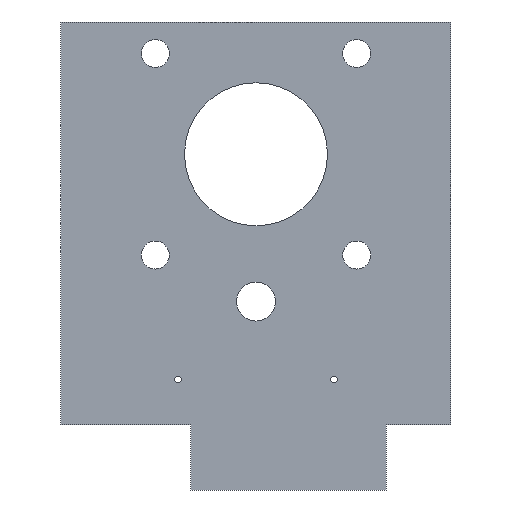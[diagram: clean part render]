
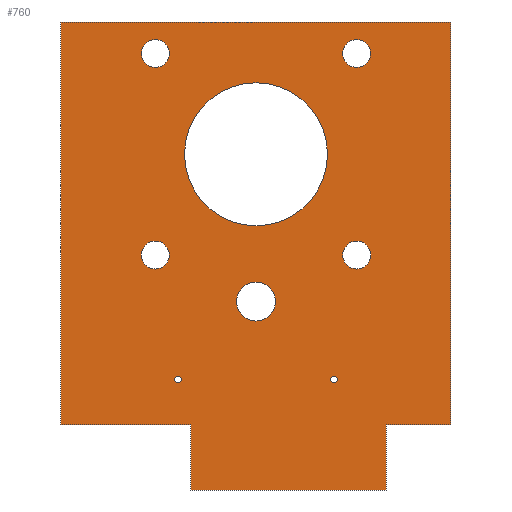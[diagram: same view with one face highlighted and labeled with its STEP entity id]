
A CAD part, left-side view. The second image highlights one B-rep face of the part: STEP entity #760.
In plain terms, the highlighted planar face has unit normal (-1, 0, 0).
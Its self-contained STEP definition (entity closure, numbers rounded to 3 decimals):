
#206=AXIS2_PLACEMENT_3D('Circle Axis2P3D',#204,#205,$) ;
#232=AXIS2_PLACEMENT_3D('Circle Axis2P3D',#230,#231,$) ;
#263=AXIS2_PLACEMENT_3D('Circle Axis2P3D',#261,#262,$) ;
#289=AXIS2_PLACEMENT_3D('Circle Axis2P3D',#287,#288,$) ;
#320=AXIS2_PLACEMENT_3D('Circle Axis2P3D',#318,#319,$) ;
#346=AXIS2_PLACEMENT_3D('Circle Axis2P3D',#344,#345,$) ;
#377=AXIS2_PLACEMENT_3D('Circle Axis2P3D',#375,#376,$) ;
#403=AXIS2_PLACEMENT_3D('Circle Axis2P3D',#401,#402,$) ;
#434=AXIS2_PLACEMENT_3D('Circle Axis2P3D',#432,#433,$) ;
#460=AXIS2_PLACEMENT_3D('Circle Axis2P3D',#458,#459,$) ;
#491=AXIS2_PLACEMENT_3D('Circle Axis2P3D',#489,#490,$) ;
#517=AXIS2_PLACEMENT_3D('Circle Axis2P3D',#515,#516,$) ;
#548=AXIS2_PLACEMENT_3D('Circle Axis2P3D',#546,#547,$) ;
#574=AXIS2_PLACEMENT_3D('Circle Axis2P3D',#572,#573,$) ;
#605=AXIS2_PLACEMENT_3D('Circle Axis2P3D',#603,#604,$) ;
#631=AXIS2_PLACEMENT_3D('Circle Axis2P3D',#629,#630,$) ;
#711=AXIS2_PLACEMENT_3D('Plane Axis2P3D',#708,#709,#710) ;
#49=CARTESIAN_POINT('Vertex',(22.,10.,-82.)) ;
#52=CARTESIAN_POINT('Line Origine',(22.,20.,-82.)) ;
#56=CARTESIAN_POINT('Vertex',(22.,30.,-82.)) ;
#87=CARTESIAN_POINT('Vertex',(22.,10.,-92.)) ;
#90=CARTESIAN_POINT('Line Origine',(22.,10.,-87.)) ;
#118=CARTESIAN_POINT('Vertex',(22.,-20.,-92.)) ;
#121=CARTESIAN_POINT('Line Origine',(22.,-5.,-92.)) ;
#149=CARTESIAN_POINT('Vertex',(22.,-20.,-82.)) ;
#152=CARTESIAN_POINT('Line Origine',(22.,-20.,-87.)) ;
#175=CARTESIAN_POINT('Vertex',(22.,-30.,-82.)) ;
#178=CARTESIAN_POINT('Line Origine',(22.,-25.,-82.)) ;
#199=CARTESIAN_POINT('Vertex',(22.,17.65,-24.85)) ;
#204=CARTESIAN_POINT('Axis2P3D Location',(22.,15.5,-24.85)) ;
#208=CARTESIAN_POINT('Vertex',(22.,13.35,-24.85)) ;
#230=CARTESIAN_POINT('Axis2P3D Location',(22.,15.5,-24.85)) ;
#256=CARTESIAN_POINT('Vertex',(22.,17.65,-55.85)) ;
#261=CARTESIAN_POINT('Axis2P3D Location',(22.,15.5,-55.85)) ;
#265=CARTESIAN_POINT('Vertex',(22.,13.35,-55.85)) ;
#287=CARTESIAN_POINT('Axis2P3D Location',(22.,15.5,-55.85)) ;
#313=CARTESIAN_POINT('Vertex',(22.,-13.35,-24.85)) ;
#318=CARTESIAN_POINT('Axis2P3D Location',(22.,-15.5,-24.85)) ;
#322=CARTESIAN_POINT('Vertex',(22.,-17.65,-24.85)) ;
#344=CARTESIAN_POINT('Axis2P3D Location',(22.,-15.5,-24.85)) ;
#370=CARTESIAN_POINT('Vertex',(22.,-13.35,-55.85)) ;
#375=CARTESIAN_POINT('Axis2P3D Location',(22.,-15.5,-55.85)) ;
#379=CARTESIAN_POINT('Vertex',(22.,-17.65,-55.85)) ;
#401=CARTESIAN_POINT('Axis2P3D Location',(22.,-15.5,-55.85)) ;
#427=CARTESIAN_POINT('Vertex',(22.,3.,-63.)) ;
#432=CARTESIAN_POINT('Axis2P3D Location',(22.,0.,-63.)) ;
#436=CARTESIAN_POINT('Vertex',(22.,-3.,-63.)) ;
#458=CARTESIAN_POINT('Axis2P3D Location',(22.,0.,-63.)) ;
#484=CARTESIAN_POINT('Vertex',(22.,11.,-40.35)) ;
#489=CARTESIAN_POINT('Axis2P3D Location',(22.,0.,-40.35)) ;
#493=CARTESIAN_POINT('Vertex',(22.,-11.,-40.35)) ;
#515=CARTESIAN_POINT('Axis2P3D Location',(22.,0.,-40.35)) ;
#541=CARTESIAN_POINT('Vertex',(22.,12.5,-75.)) ;
#546=CARTESIAN_POINT('Axis2P3D Location',(22.,12.,-75.)) ;
#550=CARTESIAN_POINT('Vertex',(22.,11.5,-75.)) ;
#572=CARTESIAN_POINT('Axis2P3D Location',(22.,12.,-75.)) ;
#598=CARTESIAN_POINT('Vertex',(22.,-11.5,-75.)) ;
#603=CARTESIAN_POINT('Axis2P3D Location',(22.,-12.,-75.)) ;
#607=CARTESIAN_POINT('Vertex',(22.,-12.5,-75.)) ;
#629=CARTESIAN_POINT('Axis2P3D Location',(22.,-12.,-75.)) ;
#657=CARTESIAN_POINT('Vertex',(22.,30.,-20.)) ;
#665=CARTESIAN_POINT('Line Origine',(22.,30.,-51.)) ;
#688=CARTESIAN_POINT('Vertex',(22.,-30.,-20.)) ;
#691=CARTESIAN_POINT('Line Origine',(22.,-30.,-51.)) ;
#708=CARTESIAN_POINT('Axis2P3D Location',(22.,0.,0.)) ;
#713=CARTESIAN_POINT('Line Origine',(22.,0.,-20.)) ;
#53=DIRECTION('Vector Direction',(0.,1.,0.)) ;
#91=DIRECTION('Vector Direction',(0.,0.,-1.)) ;
#122=DIRECTION('Vector Direction',(0.,-1.,0.)) ;
#153=DIRECTION('Vector Direction',(0.,0.,1.)) ;
#179=DIRECTION('Vector Direction',(0.,-1.,0.)) ;
#205=DIRECTION('Axis2P3D Direction',(-1.,0.,0.)) ;
#231=DIRECTION('Axis2P3D Direction',(-1.,0.,0.)) ;
#262=DIRECTION('Axis2P3D Direction',(-1.,0.,0.)) ;
#288=DIRECTION('Axis2P3D Direction',(-1.,0.,0.)) ;
#319=DIRECTION('Axis2P3D Direction',(-1.,0.,0.)) ;
#345=DIRECTION('Axis2P3D Direction',(-1.,0.,0.)) ;
#376=DIRECTION('Axis2P3D Direction',(-1.,0.,0.)) ;
#402=DIRECTION('Axis2P3D Direction',(-1.,0.,0.)) ;
#433=DIRECTION('Axis2P3D Direction',(-1.,0.,0.)) ;
#459=DIRECTION('Axis2P3D Direction',(-1.,0.,0.)) ;
#490=DIRECTION('Axis2P3D Direction',(-1.,0.,0.)) ;
#516=DIRECTION('Axis2P3D Direction',(-1.,0.,0.)) ;
#547=DIRECTION('Axis2P3D Direction',(-1.,0.,0.)) ;
#573=DIRECTION('Axis2P3D Direction',(-1.,0.,0.)) ;
#604=DIRECTION('Axis2P3D Direction',(-1.,0.,0.)) ;
#630=DIRECTION('Axis2P3D Direction',(-1.,0.,0.)) ;
#666=DIRECTION('Vector Direction',(0.,0.,-1.)) ;
#692=DIRECTION('Vector Direction',(0.,0.,1.)) ;
#709=DIRECTION('Axis2P3D Direction',(-1.,0.,0.)) ;
#710=DIRECTION('Axis2P3D XDirection',(0.,-1.,0.)) ;
#714=DIRECTION('Vector Direction',(0.,-1.,0.)) ;
#54=VECTOR('Line Direction',#53,1.) ;
#92=VECTOR('Line Direction',#91,1.) ;
#123=VECTOR('Line Direction',#122,1.) ;
#154=VECTOR('Line Direction',#153,1.) ;
#180=VECTOR('Line Direction',#179,1.) ;
#667=VECTOR('Line Direction',#666,1.) ;
#693=VECTOR('Line Direction',#692,1.) ;
#715=VECTOR('Line Direction',#714,1.) ;
#719=ORIENTED_EDGE('',*,*,#669,.T.) ;
#720=ORIENTED_EDGE('',*,*,#58,.T.) ;
#721=ORIENTED_EDGE('',*,*,#94,.T.) ;
#722=ORIENTED_EDGE('',*,*,#125,.T.) ;
#723=ORIENTED_EDGE('',*,*,#156,.T.) ;
#724=ORIENTED_EDGE('',*,*,#182,.T.) ;
#725=ORIENTED_EDGE('',*,*,#695,.T.) ;
#726=ORIENTED_EDGE('',*,*,#717,.F.) ;
#729=ORIENTED_EDGE('',*,*,#210,.F.) ;
#730=ORIENTED_EDGE('',*,*,#234,.F.) ;
#733=ORIENTED_EDGE('',*,*,#267,.F.) ;
#734=ORIENTED_EDGE('',*,*,#291,.F.) ;
#737=ORIENTED_EDGE('',*,*,#324,.F.) ;
#738=ORIENTED_EDGE('',*,*,#348,.F.) ;
#741=ORIENTED_EDGE('',*,*,#381,.F.) ;
#742=ORIENTED_EDGE('',*,*,#405,.F.) ;
#745=ORIENTED_EDGE('',*,*,#438,.F.) ;
#746=ORIENTED_EDGE('',*,*,#462,.F.) ;
#749=ORIENTED_EDGE('',*,*,#495,.F.) ;
#750=ORIENTED_EDGE('',*,*,#519,.F.) ;
#753=ORIENTED_EDGE('',*,*,#552,.F.) ;
#754=ORIENTED_EDGE('',*,*,#576,.F.) ;
#757=ORIENTED_EDGE('',*,*,#609,.F.) ;
#758=ORIENTED_EDGE('',*,*,#633,.F.) ;
#731=FACE_BOUND('',#728,.T.) ;
#735=FACE_BOUND('',#732,.T.) ;
#739=FACE_BOUND('',#736,.T.) ;
#743=FACE_BOUND('',#740,.T.) ;
#747=FACE_BOUND('',#744,.T.) ;
#751=FACE_BOUND('',#748,.T.) ;
#755=FACE_BOUND('',#752,.T.) ;
#759=FACE_BOUND('',#756,.T.) ;
#760=ADVANCED_FACE('Set g\X2\00E9\X0\om\X2\00E9\X0\trique.1',(#727,#731,#735,#739,#743,#747,#751,#755,#759),#712,.T.) ;
#207=CIRCLE('generated circle',#206,2.15) ;
#233=CIRCLE('generated circle',#232,2.15) ;
#264=CIRCLE('generated circle',#263,2.15) ;
#290=CIRCLE('generated circle',#289,2.15) ;
#321=CIRCLE('generated circle',#320,2.15) ;
#347=CIRCLE('generated circle',#346,2.15) ;
#378=CIRCLE('generated circle',#377,2.15) ;
#404=CIRCLE('generated circle',#403,2.15) ;
#435=CIRCLE('generated circle',#434,3.) ;
#461=CIRCLE('generated circle',#460,3.) ;
#492=CIRCLE('generated circle',#491,11.) ;
#518=CIRCLE('generated circle',#517,11.) ;
#549=CIRCLE('generated circle',#548,0.5) ;
#575=CIRCLE('generated circle',#574,0.5) ;
#606=CIRCLE('generated circle',#605,0.5) ;
#632=CIRCLE('generated circle',#631,0.5) ;
#58=EDGE_CURVE('',#57,#50,#55,.F.) ;
#94=EDGE_CURVE('',#50,#88,#93,.T.) ;
#125=EDGE_CURVE('',#88,#119,#124,.T.) ;
#156=EDGE_CURVE('',#119,#150,#155,.T.) ;
#182=EDGE_CURVE('',#150,#176,#181,.T.) ;
#210=EDGE_CURVE('',#200,#209,#207,.T.) ;
#234=EDGE_CURVE('',#209,#200,#233,.T.) ;
#267=EDGE_CURVE('',#257,#266,#264,.T.) ;
#291=EDGE_CURVE('',#266,#257,#290,.T.) ;
#324=EDGE_CURVE('',#314,#323,#321,.T.) ;
#348=EDGE_CURVE('',#323,#314,#347,.T.) ;
#381=EDGE_CURVE('',#371,#380,#378,.T.) ;
#405=EDGE_CURVE('',#380,#371,#404,.T.) ;
#438=EDGE_CURVE('',#428,#437,#435,.T.) ;
#462=EDGE_CURVE('',#437,#428,#461,.T.) ;
#495=EDGE_CURVE('',#485,#494,#492,.T.) ;
#519=EDGE_CURVE('',#494,#485,#518,.T.) ;
#552=EDGE_CURVE('',#542,#551,#549,.T.) ;
#576=EDGE_CURVE('',#551,#542,#575,.T.) ;
#609=EDGE_CURVE('',#599,#608,#606,.T.) ;
#633=EDGE_CURVE('',#608,#599,#632,.T.) ;
#669=EDGE_CURVE('',#658,#57,#668,.T.) ;
#695=EDGE_CURVE('',#176,#689,#694,.T.) ;
#717=EDGE_CURVE('',#658,#689,#716,.T.) ;
#718=EDGE_LOOP('',(#719,#720,#721,#722,#723,#724,#725,#726)) ;
#728=EDGE_LOOP('',(#729,#730)) ;
#732=EDGE_LOOP('',(#733,#734)) ;
#736=EDGE_LOOP('',(#737,#738)) ;
#740=EDGE_LOOP('',(#741,#742)) ;
#744=EDGE_LOOP('',(#745,#746)) ;
#748=EDGE_LOOP('',(#749,#750)) ;
#752=EDGE_LOOP('',(#753,#754)) ;
#756=EDGE_LOOP('',(#757,#758)) ;
#727=FACE_OUTER_BOUND('',#718,.T.) ;
#55=LINE('Line',#52,#54) ;
#93=LINE('Line',#90,#92) ;
#124=LINE('Line',#121,#123) ;
#155=LINE('Line',#152,#154) ;
#181=LINE('Line',#178,#180) ;
#668=LINE('Line',#665,#667) ;
#694=LINE('Line',#691,#693) ;
#716=LINE('Line',#713,#715) ;
#712=PLANE('',#711) ;
#50=VERTEX_POINT('',#49) ;
#57=VERTEX_POINT('',#56) ;
#88=VERTEX_POINT('',#87) ;
#119=VERTEX_POINT('',#118) ;
#150=VERTEX_POINT('',#149) ;
#176=VERTEX_POINT('',#175) ;
#200=VERTEX_POINT('',#199) ;
#209=VERTEX_POINT('',#208) ;
#257=VERTEX_POINT('',#256) ;
#266=VERTEX_POINT('',#265) ;
#314=VERTEX_POINT('',#313) ;
#323=VERTEX_POINT('',#322) ;
#371=VERTEX_POINT('',#370) ;
#380=VERTEX_POINT('',#379) ;
#428=VERTEX_POINT('',#427) ;
#437=VERTEX_POINT('',#436) ;
#485=VERTEX_POINT('',#484) ;
#494=VERTEX_POINT('',#493) ;
#542=VERTEX_POINT('',#541) ;
#551=VERTEX_POINT('',#550) ;
#599=VERTEX_POINT('',#598) ;
#608=VERTEX_POINT('',#607) ;
#658=VERTEX_POINT('',#657) ;
#689=VERTEX_POINT('',#688) ;
